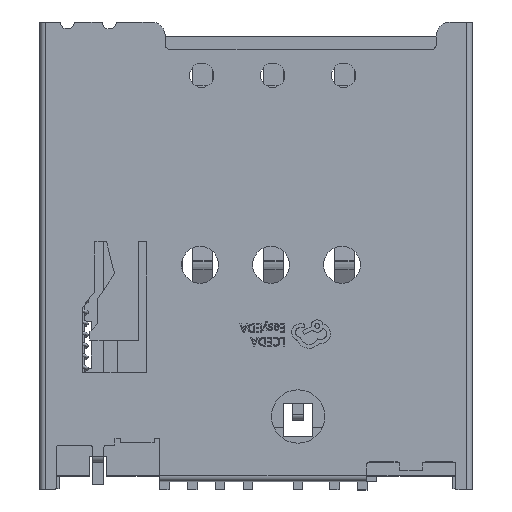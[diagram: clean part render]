
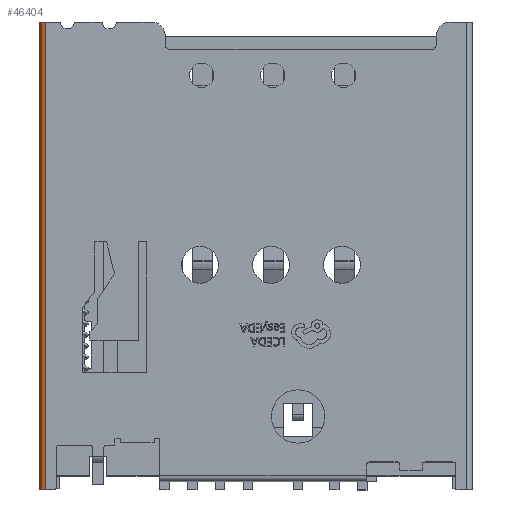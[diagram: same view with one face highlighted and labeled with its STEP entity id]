
A CAD part, top view. The second image highlights one B-rep face of the part: STEP entity #46404.
In plain terms, the highlighted cylindrical face has radius 0.21 mm (diameter 0.42 mm), a partial arc.
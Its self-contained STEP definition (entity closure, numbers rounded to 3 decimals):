
#61 = DIRECTION ( 'NONE',  ( 0., 0., 1. ) ) ;
#160 = CARTESIAN_POINT ( 'NONE',  ( -7.75, 8.375, -0.21 ) ) ;
#759 = CIRCLE ( 'NONE', #8355, 0.21 ) ;
#1094 = AXIS2_PLACEMENT_3D ( 'NONE', #25700, #21864, #61 ) ;
#2404 = ORIENTED_EDGE ( 'NONE', *, *, #28181, .F. ) ;
#2926 = LINE ( 'NONE', #38818, #37326 ) ;
#8355 = AXIS2_PLACEMENT_3D ( 'NONE', #12448, #44955, #30607 ) ;
#9521 = FACE_OUTER_BOUND ( 'NONE', #15779, .T. ) ;
#10893 = ORIENTED_EDGE ( 'NONE', *, *, #21416, .F. ) ;
#11913 = DIRECTION ( 'NONE',  ( 0., -1., 0. ) ) ;
#12448 = CARTESIAN_POINT ( 'NONE',  ( -7.54, -8.375, -0.21 ) ) ;
#13415 = ORIENTED_EDGE ( 'NONE', *, *, #45059, .T. ) ;
#15779 = EDGE_LOOP ( 'NONE', ( #36252, #10893, #13415, #2404 ) ) ;
#20516 = EDGE_CURVE ( 'NONE', #33844, #34039, #43975, .T. ) ;
#21416 = EDGE_CURVE ( 'NONE', #34899, #33844, #32414, .T. ) ;
#21864 = DIRECTION ( 'NONE',  ( 0., 1., 0. ) ) ;
#23971 = VERTEX_POINT ( 'NONE', #31562 ) ;
#24558 = DIRECTION ( 'NONE',  ( 0., -1., 0. ) ) ;
#24624 = AXIS2_PLACEMENT_3D ( 'NONE', #32016, #28465, #35620 ) ;
#25619 = CARTESIAN_POINT ( 'NONE',  ( -7.54, 8.375, 0. ) ) ;
#25700 = CARTESIAN_POINT ( 'NONE',  ( -7.54, 8.375, -0.21 ) ) ;
#28181 = EDGE_CURVE ( 'NONE', #34039, #23971, #759, .T. ) ;
#28465 = DIRECTION ( 'NONE',  ( 0., 1., 0. ) ) ;
#30607 = DIRECTION ( 'NONE',  ( 0., 0., 1. ) ) ;
#31562 = CARTESIAN_POINT ( 'NONE',  ( -7.75, -8.375, -0.21 ) ) ;
#32016 = CARTESIAN_POINT ( 'NONE',  ( -7.54, 8.375, -0.21 ) ) ;
#32414 = CIRCLE ( 'NONE', #1094, 0.21 ) ;
#33844 = VERTEX_POINT ( 'NONE', #25619 ) ;
#34039 = VERTEX_POINT ( 'NONE', #47228 ) ;
#34617 = VECTOR ( 'NONE', #11913, 1000. ) ;
#34899 = VERTEX_POINT ( 'NONE', #160 ) ;
#35385 = CYLINDRICAL_SURFACE ( 'NONE', #24624, 0.21 ) ;
#35620 = DIRECTION ( 'NONE',  ( -1., 0., 0. ) ) ;
#36252 = ORIENTED_EDGE ( 'NONE', *, *, #20516, .F. ) ;
#37326 = VECTOR ( 'NONE', #24558, 1000. ) ;
#38818 = CARTESIAN_POINT ( 'NONE',  ( -7.75, -8.375, -0.21 ) ) ;
#43975 = LINE ( 'NONE', #45147, #34617 ) ;
#44955 = DIRECTION ( 'NONE',  ( 0., -1., 0. ) ) ;
#45059 = EDGE_CURVE ( 'NONE', #34899, #23971, #2926, .T. ) ;
#45147 = CARTESIAN_POINT ( 'NONE',  ( -7.54, 8.375, 0. ) ) ;
#46404 = ADVANCED_FACE ( 'NONE', ( #9521 ), #35385, .T. ) ;
#47228 = CARTESIAN_POINT ( 'NONE',  ( -7.54, -8.375, 0. ) ) ;
